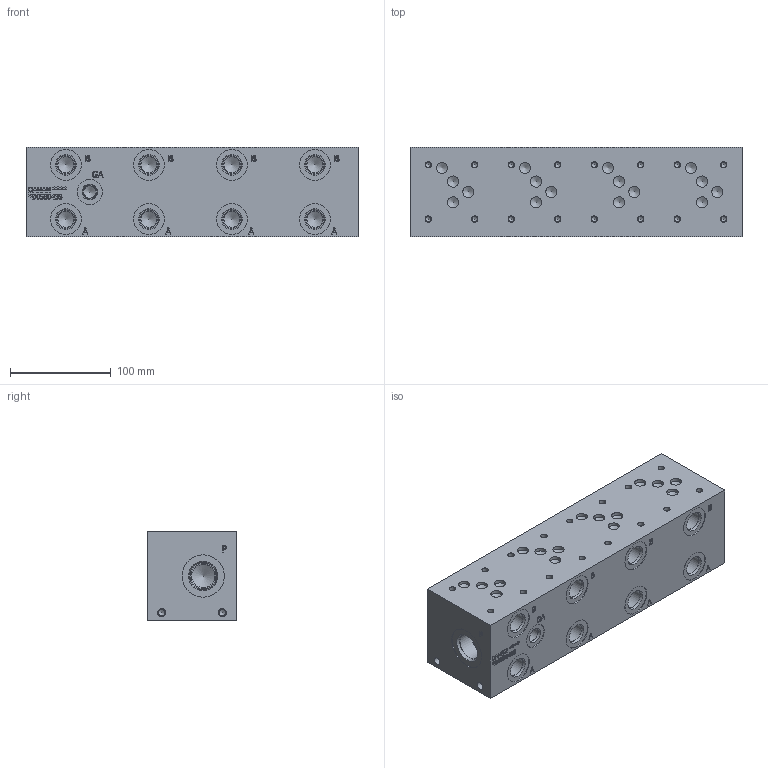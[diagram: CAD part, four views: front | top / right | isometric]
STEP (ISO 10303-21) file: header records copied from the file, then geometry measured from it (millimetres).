
FILE_DESCRIPTION(/* description */ (''),/* implementation_level */ '2;1');
FILE_NAME(/* name */ 'D05S043S.D02128R3_3D.stp',/* time_stamp */ '2021-11-01T08:31:54-04:00',/* author */ ('johnch'),/* organization */ (''),/* preprocessor_version */ 'ST-DEVELOPER v18',/* originating_system */ 'Autodesk Inventor 2020',/* authorisation */ '');
FILE_SCHEMA (('AUTOMOTIVE_DESIGN { 1 0 10303 214 3 1 1 }'));
Length unit declared in the file: millimetre
Products named in the file (1): Part_AD05S043S.D02128R3_3D
Bounding box: 330.2 x 88.9 x 88.9 mm (x, y, z)
Volume: 2496081.2 mm3; surface area: 160546.9 mm2
Topology: 1 solids, 1 shells, 776 faces, 2123 edges, 1441 vertices
Faces by surface type: plane 401, bspline 182, cylinder 112, cone 81
Full cylindrical faces by diameter (mm): 5.105 x16, 6.35 x16, 6.528 x4, 7.925 x4, 11.125 x17, 12.294 x1, 12.9 x1, 14.275 x1, 14.529 x1, 15.875 x8, 17.501 x8, 19.05 x8, 19.253 x8, 23.012 x2, 24.917 x2, 25.019 x1, 26.99 x2, 27.432 x2, 30.632 x8, 42.037 x1
Entity records: 25974 total; most frequent: CARTESIAN_POINT 6660, ORIENTED_EDGE 4152, DIRECTION 3318, EDGE_CURVE 2076, VERTEX_POINT 1441, LINE 1296, VECTOR 1296, AXIS2_PLACEMENT_3D 1011
